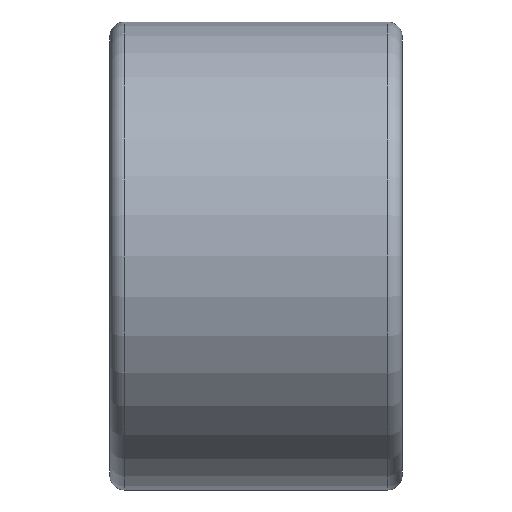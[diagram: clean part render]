
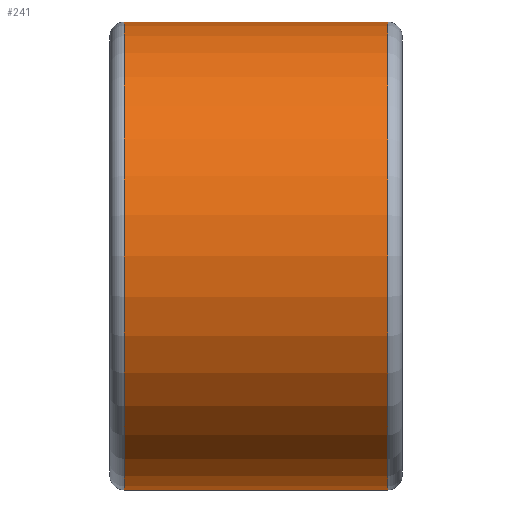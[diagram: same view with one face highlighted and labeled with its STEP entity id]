
A CAD part, left-side view. The second image highlights one B-rep face of the part: STEP entity #241.
In plain terms, the highlighted cylindrical face has radius 16 mm (diameter 32 mm), a full revolution.
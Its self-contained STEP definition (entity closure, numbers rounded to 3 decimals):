
#15=CYLINDRICAL_SURFACE('',#269,16.);
#27=FACE_BOUND('',#72,.T.);
#46=FACE_OUTER_BOUND('',#71,.T.);
#71=EDGE_LOOP('',(#171));
#72=EDGE_LOOP('',(#172));
#107=CIRCLE('',#268,16.);
#108=CIRCLE('',#270,16.);
#127=VERTEX_POINT('',#398);
#128=VERTEX_POINT('',#401);
#147=EDGE_CURVE('',#127,#127,#107,.T.);
#148=EDGE_CURVE('',#128,#128,#108,.T.);
#171=ORIENTED_EDGE('',*,*,#148,.F.);
#172=ORIENTED_EDGE('',*,*,#147,.F.);
#241=ADVANCED_FACE('',(#46,#27),#15,.T.);
#268=AXIS2_PLACEMENT_3D('',#399,#319,#320);
#269=AXIS2_PLACEMENT_3D('',#400,#321,#322);
#270=AXIS2_PLACEMENT_3D('',#402,#323,#324);
#319=DIRECTION('center_axis',(0.,-1.,0.));
#320=DIRECTION('ref_axis',(1.,0.,0.));
#321=DIRECTION('center_axis',(0.,1.,0.));
#322=DIRECTION('ref_axis',(1.,0.,0.));
#323=DIRECTION('center_axis',(0.,1.,0.));
#324=DIRECTION('ref_axis',(1.,0.,0.));
#398=CARTESIAN_POINT('',(-16.,1.,0.));
#399=CARTESIAN_POINT('Origin',(0.,1.,0.));
#400=CARTESIAN_POINT('Origin',(0.,0.,0.));
#401=CARTESIAN_POINT('',(-16.,19.,0.));
#402=CARTESIAN_POINT('Origin',(0.,19.,0.));
